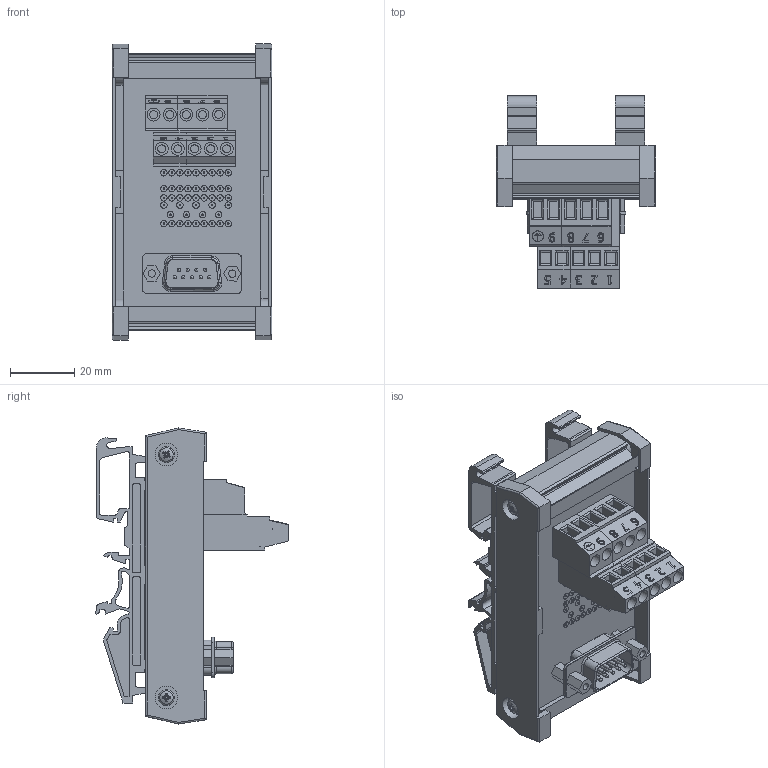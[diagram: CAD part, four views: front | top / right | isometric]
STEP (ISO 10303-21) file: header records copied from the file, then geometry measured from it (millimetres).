
FILE_DESCRIPTION((''),'2;1');
FILE_NAME('SUB-D 9M.stp','2013-01-18T16:06:43',('roland'),(''),'Autodesk Inventor 2013','Autodesk Inventor 2013','');
FILE_SCHEMA(('CONFIG_CONTROL_DESIGN'));
Length unit declared in the file: millimetre
Products named in the file (11): SUB-D 9M; 9 BASE PLATE M; 9 SUB-D M; 9 CASE; BASE LEGS; BASE SIDE; BS EN ISO 7045 Z - Metric M2.5 x 10 - 4.8 - Z; 3 GREEN; 2 GREEN; 9 NUMBER PLATE; 9 NUMBER PLATE 2
Assembly tree (15 placements, depth 2):
  SUB-D 9M
    9 BASE PLATE M
    9 SUB-D M
    9 CASE
    BASE LEGS  x2
    BASE SIDE  x2
    BS EN ISO 7045 Z - Metric M2.5 x 10 - 4.8 - Z  x4
    3 GREEN
    2 GREEN
    9 NUMBER PLATE
    9 NUMBER PLATE 2
Bounding box: 49.6 x 59.86 x 92.02 mm (x, y, z)
Volume: 42898.6 mm3; surface area: 54207.4 mm2
Topology: 15 solids, 15 shells, 2011 faces, 5150 edges, 3388 vertices
Faces by surface type: plane 1114, cylinder 526, bspline 241, cone 72, torus 36, sphere 22
Full cylindrical faces by diameter (mm): 0.5 x54, 1 x18, 1.25 x10, 1.7 x5, 2 x90, 2.256 x4, 2.3 x2, 2.5 x14, 2.57 x10, 3.2 x4, 3.3 x2, 3.4 x1, 3.5 x1, 4 x10, 6.35 x2, 7 x4, 9 x4
Entity records: 49724 total; most frequent: CARTESIAN_POINT 11775, ORIENTED_EDGE 7638, DIRECTION 7031, EDGE_CURVE 3819, VERTEX_POINT 2662, VECTOR 2367, LINE 2367, AXIS2_PLACEMENT_3D 2332
